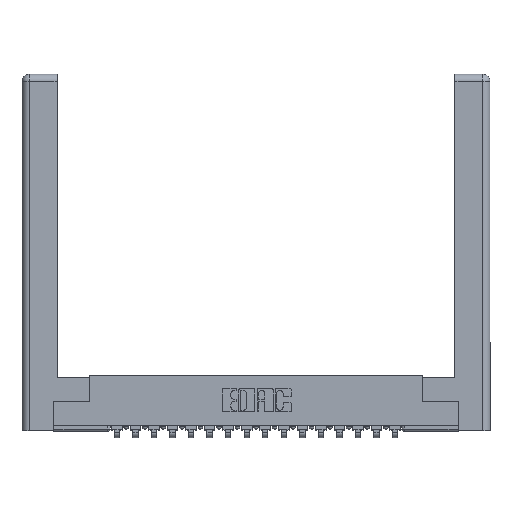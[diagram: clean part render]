
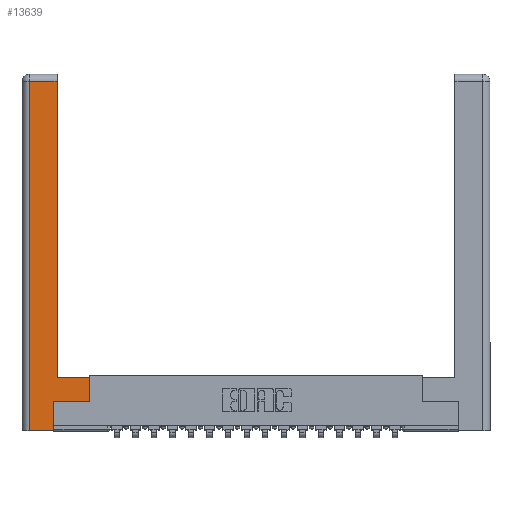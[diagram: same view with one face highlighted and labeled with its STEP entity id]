
A CAD part, top view. The second image highlights one B-rep face of the part: STEP entity #13639.
In plain terms, the highlighted planar face has unit normal (0, 0, 1).
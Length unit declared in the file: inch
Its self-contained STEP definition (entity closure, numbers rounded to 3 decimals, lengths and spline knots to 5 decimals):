
#10 = CARTESIAN_POINT ( 'NONE',  ( 0.565, 0.45, 0. ) ) ;
#260 = EDGE_CURVE ( 'NONE', #744, #1859, #7781, .T. ) ;
#305 = DIRECTION ( 'NONE',  ( 0., 1., 0. ) ) ;
#376 = DIRECTION ( 'NONE',  ( 0., 0., -1. ) ) ;
#720 = LINE ( 'NONE', #18768, #5948 ) ;
#744 = VERTEX_POINT ( 'NONE', #7168 ) ;
#886 = CARTESIAN_POINT ( 'NONE',  ( 0.295, 0.45, 0. ) ) ;
#1385 = EDGE_CURVE ( 'NONE', #2699, #744, #17811, .T. ) ;
#1834 = CARTESIAN_POINT ( 'NONE',  ( 0.295, 3., 0. ) ) ;
#1859 = VERTEX_POINT ( 'NONE', #12152 ) ;
#2539 = CARTESIAN_POINT ( 'NONE',  ( 0.265, 0., 0. ) ) ;
#2699 = VERTEX_POINT ( 'NONE', #17868 ) ;
#2701 = VERTEX_POINT ( 'NONE', #8448 ) ;
#3169 = ORIENTED_EDGE ( 'NONE', *, *, #260, .T. ) ;
#3464 = CARTESIAN_POINT ( 'NONE',  ( 0., 0., 0. ) ) ;
#4654 = VECTOR ( 'NONE', #19118, 39.37008 ) ;
#5448 = VECTOR ( 'NONE', #305, 39.37008 ) ;
#5948 = VECTOR ( 'NONE', #10736, 39.37008 ) ;
#6069 = CARTESIAN_POINT ( 'NONE',  ( 0.295, 0.45, 0. ) ) ;
#6091 = VERTEX_POINT ( 'NONE', #8847 ) ;
#6809 = DIRECTION ( 'NONE',  ( 1., 0., 0. ) ) ;
#6865 = ORIENTED_EDGE ( 'NONE', *, *, #9701, .T. ) ;
#7098 = VERTEX_POINT ( 'NONE', #886 ) ;
#7168 = CARTESIAN_POINT ( 'NONE',  ( 0.0615, 0., 0. ) ) ;
#7530 = DIRECTION ( 'NONE',  ( -1., 0., 0. ) ) ;
#7673 = EDGE_CURVE ( 'NONE', #17254, #7098, #12148, .T. ) ;
#7701 = VECTOR ( 'NONE', #6809, 39.37008 ) ;
#7781 = LINE ( 'NONE', #2539, #9511 ) ;
#7864 = CARTESIAN_POINT ( 'NONE',  ( 0.295, 2.94, 0. ) ) ;
#8151 = CARTESIAN_POINT ( 'NONE',  ( 0.265, 0.245, 0. ) ) ;
#8221 = DIRECTION ( 'NONE',  ( -1., 0., 0. ) ) ;
#8400 = CARTESIAN_POINT ( 'NONE',  ( 0.565, 0.245, 0. ) ) ;
#8448 = CARTESIAN_POINT ( 'NONE',  ( 0.565, 0.245, 0. ) ) ;
#8627 = EDGE_CURVE ( 'NONE', #1859, #6091, #9906, .T. ) ;
#8847 = CARTESIAN_POINT ( 'NONE',  ( 0.265, 0.245, 0. ) ) ;
#8907 = ORIENTED_EDGE ( 'NONE', *, *, #19961, .T. ) ;
#9181 = LINE ( 'NONE', #8400, #7701 ) ;
#9508 = ORIENTED_EDGE ( 'NONE', *, *, #10208, .T. ) ;
#9511 = VECTOR ( 'NONE', #15167, 39.37008 ) ;
#9701 = EDGE_CURVE ( 'NONE', #6091, #2701, #9181, .T. ) ;
#9906 = LINE ( 'NONE', #8151, #5448 ) ;
#10208 = EDGE_CURVE ( 'NONE', #2701, #17254, #17026, .T. ) ;
#10217 = ORIENTED_EDGE ( 'NONE', *, *, #18523, .T. ) ;
#10736 = DIRECTION ( 'NONE',  ( -1., 0., 0. ) ) ;
#11417 = VECTOR ( 'NONE', #7530, 39.37008 ) ;
#12148 = LINE ( 'NONE', #6069, #11417 ) ;
#12152 = CARTESIAN_POINT ( 'NONE',  ( 0.265, 0., 0. ) ) ;
#13186 = FACE_OUTER_BOUND ( 'NONE', #16957, .T. ) ;
#13623 = VECTOR ( 'NONE', #17598, 39.37008 ) ;
#13639 = ADVANCED_FACE ( 'NONE', ( #13186 ), #19134, .F. ) ;
#13867 = ORIENTED_EDGE ( 'NONE', *, *, #8627, .T. ) ;
#13902 = CARTESIAN_POINT ( 'NONE',  ( 0.565, 0.45, 0. ) ) ;
#14217 = ORIENTED_EDGE ( 'NONE', *, *, #1385, .T. ) ;
#15167 = DIRECTION ( 'NONE',  ( 1., 0., 0. ) ) ;
#15947 = VERTEX_POINT ( 'NONE', #7864 ) ;
#16091 = CARTESIAN_POINT ( 'NONE',  ( 0.0615, 0., 0. ) ) ;
#16519 = ORIENTED_EDGE ( 'NONE', *, *, #7673, .T. ) ;
#16957 = EDGE_LOOP ( 'NONE', ( #8907, #10217, #14217, #3169, #13867, #6865, #9508, #16519 ) ) ;
#17026 = LINE ( 'NONE', #10, #18239 ) ;
#17254 = VERTEX_POINT ( 'NONE', #13902 ) ;
#17598 = DIRECTION ( 'NONE',  ( 0., -1., 0. ) ) ;
#17811 = LINE ( 'NONE', #16091, #13623 ) ;
#17868 = CARTESIAN_POINT ( 'NONE',  ( 0.0615, 2.94, 0. ) ) ;
#18176 = LINE ( 'NONE', #1834, #4654 ) ;
#18239 = VECTOR ( 'NONE', #18960, 39.37008 ) ;
#18523 = EDGE_CURVE ( 'NONE', #15947, #2699, #720, .T. ) ;
#18768 = CARTESIAN_POINT ( 'NONE',  ( 0.0615, 2.94, 0. ) ) ;
#18960 = DIRECTION ( 'NONE',  ( 0., 1., 0. ) ) ;
#19001 = AXIS2_PLACEMENT_3D ( 'NONE', #3464, #376, #8221 ) ;
#19118 = DIRECTION ( 'NONE',  ( 0., 1., 0. ) ) ;
#19134 = PLANE ( 'NONE',  #19001 ) ;
#19961 = EDGE_CURVE ( 'NONE', #7098, #15947, #18176, .T. ) ;
